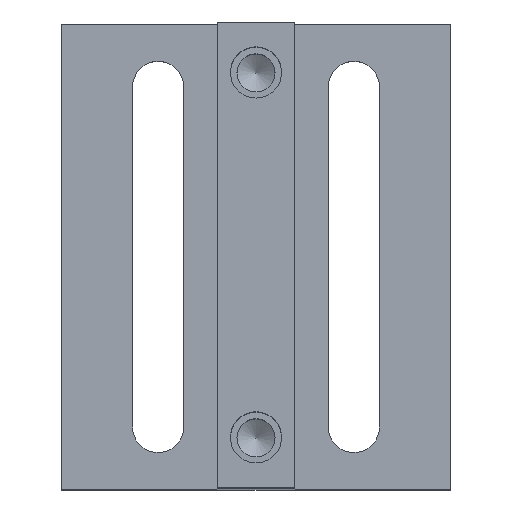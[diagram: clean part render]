
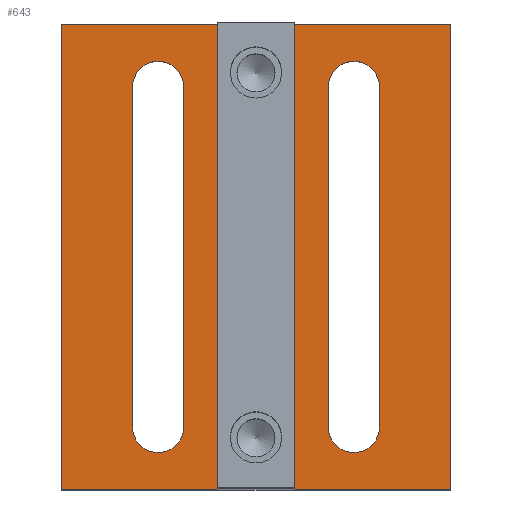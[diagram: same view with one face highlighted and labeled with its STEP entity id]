
A CAD part, top view. The second image highlights one B-rep face of the part: STEP entity #643.
In plain terms, the highlighted planar face has unit normal (0, 0, 1).
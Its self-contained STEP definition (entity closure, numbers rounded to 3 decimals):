
#37=FACE_BOUND('',#120,.T.);
#38=FACE_BOUND('',#121,.T.);
#55=PLANE('',#762);
#83=FACE_OUTER_BOUND('',#119,.T.);
#119=EDGE_LOOP('',(#497,#498,#499,#500));
#120=EDGE_LOOP('',(#501,#502,#503,#504));
#121=EDGE_LOOP('',(#505,#506,#507,#508));
#157=LINE('',#1011,#223);
#162=LINE('',#1026,#228);
#163=LINE('',#1029,#229);
#166=LINE('',#1035,#232);
#171=LINE('',#1052,#237);
#174=LINE('',#1058,#240);
#177=LINE('',#1064,#243);
#180=LINE('',#1068,#246);
#223=VECTOR('',#819,10.);
#228=VECTOR('',#832,10.);
#229=VECTOR('',#835,10.);
#232=VECTOR('',#840,10.);
#237=VECTOR('',#859,10.);
#240=VECTOR('',#864,10.);
#243=VECTOR('',#869,10.);
#246=VECTOR('',#874,10.);
#286=CIRCLE('',#744,3.3);
#288=CIRCLE('',#748,3.3);
#290=CIRCLE('',#754,3.3);
#292=CIRCLE('',#757,3.3);
#307=VERTEX_POINT('',#1001);
#308=VERTEX_POINT('',#1003);
#310=VERTEX_POINT('',#1009);
#313=VERTEX_POINT('',#1016);
#314=VERTEX_POINT('',#1018);
#316=VERTEX_POINT('',#1024);
#317=VERTEX_POINT('',#1028);
#319=VERTEX_POINT('',#1034);
#323=VERTEX_POINT('',#1049);
#324=VERTEX_POINT('',#1051);
#326=VERTEX_POINT('',#1057);
#328=VERTEX_POINT('',#1063);
#365=EDGE_CURVE('',#307,#308,#286,.T.);
#369=EDGE_CURVE('',#307,#310,#157,.T.);
#372=EDGE_CURVE('',#313,#314,#288,.T.);
#376=EDGE_CURVE('',#313,#316,#162,.T.);
#377=EDGE_CURVE('',#317,#308,#163,.T.);
#380=EDGE_CURVE('',#319,#314,#166,.T.);
#384=EDGE_CURVE('',#317,#310,#290,.T.);
#386=EDGE_CURVE('',#319,#316,#292,.T.);
#389=EDGE_CURVE('',#324,#323,#171,.T.);
#392=EDGE_CURVE('',#326,#324,#174,.T.);
#395=EDGE_CURVE('',#328,#326,#177,.T.);
#398=EDGE_CURVE('',#323,#328,#180,.T.);
#497=ORIENTED_EDGE('',*,*,#398,.T.);
#498=ORIENTED_EDGE('',*,*,#395,.T.);
#499=ORIENTED_EDGE('',*,*,#392,.T.);
#500=ORIENTED_EDGE('',*,*,#389,.T.);
#501=ORIENTED_EDGE('',*,*,#380,.T.);
#502=ORIENTED_EDGE('',*,*,#372,.F.);
#503=ORIENTED_EDGE('',*,*,#376,.T.);
#504=ORIENTED_EDGE('',*,*,#386,.F.);
#505=ORIENTED_EDGE('',*,*,#377,.T.);
#506=ORIENTED_EDGE('',*,*,#365,.F.);
#507=ORIENTED_EDGE('',*,*,#369,.T.);
#508=ORIENTED_EDGE('',*,*,#384,.F.);
#643=ADVANCED_FACE('',(#83,#37,#38),#55,.T.);
#744=AXIS2_PLACEMENT_3D('',#1004,#812,#813);
#748=AXIS2_PLACEMENT_3D('',#1019,#825,#826);
#754=AXIS2_PLACEMENT_3D('',#1041,#847,#848);
#757=AXIS2_PLACEMENT_3D('',#1044,#853,#854);
#762=AXIS2_PLACEMENT_3D('',#1069,#875,#876);
#812=DIRECTION('center_axis',(0.,0.,1.));
#813=DIRECTION('ref_axis',(-0.707,-0.707,0.));
#819=DIRECTION('',(0.,1.,0.));
#825=DIRECTION('center_axis',(0.,0.,1.));
#826=DIRECTION('ref_axis',(-0.707,-0.707,0.));
#832=DIRECTION('',(0.,1.,0.));
#835=DIRECTION('',(0.,-1.,0.));
#840=DIRECTION('',(0.,-1.,0.));
#847=DIRECTION('center_axis',(0.,0.,1.));
#848=DIRECTION('ref_axis',(0.707,0.707,0.));
#853=DIRECTION('center_axis',(0.,0.,1.));
#854=DIRECTION('ref_axis',(0.707,0.707,0.));
#859=DIRECTION('',(0.,-1.,0.));
#864=DIRECTION('',(-1.,0.,0.));
#869=DIRECTION('',(0.,1.,0.));
#874=DIRECTION('',(1.,0.,0.));
#875=DIRECTION('center_axis',(0.,0.,1.));
#876=DIRECTION('ref_axis',(1.,0.,0.));
#1001=CARTESIAN_POINT('',(9.1,-51.9,10.));
#1003=CARTESIAN_POINT('',(15.7,-51.9,10.));
#1004=CARTESIAN_POINT('Origin',(12.4,-51.9,10.));
#1009=CARTESIAN_POINT('',(9.1,-8.1,10.));
#1011=CARTESIAN_POINT('',(9.1,-55.2,10.));
#1016=CARTESIAN_POINT('',(34.3,-51.9,10.));
#1018=CARTESIAN_POINT('',(40.9,-51.9,10.));
#1019=CARTESIAN_POINT('Origin',(37.6,-51.9,10.));
#1024=CARTESIAN_POINT('',(34.3,-8.1,10.));
#1026=CARTESIAN_POINT('',(34.3,-55.2,10.));
#1028=CARTESIAN_POINT('',(15.7,-8.1,10.));
#1029=CARTESIAN_POINT('',(15.7,-4.8,10.));
#1034=CARTESIAN_POINT('',(40.9,-8.1,10.));
#1035=CARTESIAN_POINT('',(40.9,-4.8,10.));
#1041=CARTESIAN_POINT('Origin',(12.4,-8.1,10.));
#1044=CARTESIAN_POINT('Origin',(37.6,-8.1,10.));
#1049=CARTESIAN_POINT('',(0.,-60.,10.));
#1051=CARTESIAN_POINT('',(0.,0.,10.));
#1052=CARTESIAN_POINT('',(0.,0.,10.));
#1057=CARTESIAN_POINT('',(50.,0.,10.));
#1058=CARTESIAN_POINT('',(50.,0.,10.));
#1063=CARTESIAN_POINT('',(50.,-60.,10.));
#1064=CARTESIAN_POINT('',(50.,-60.,10.));
#1068=CARTESIAN_POINT('',(0.,-60.,10.));
#1069=CARTESIAN_POINT('Origin',(25.,-30.,10.));
